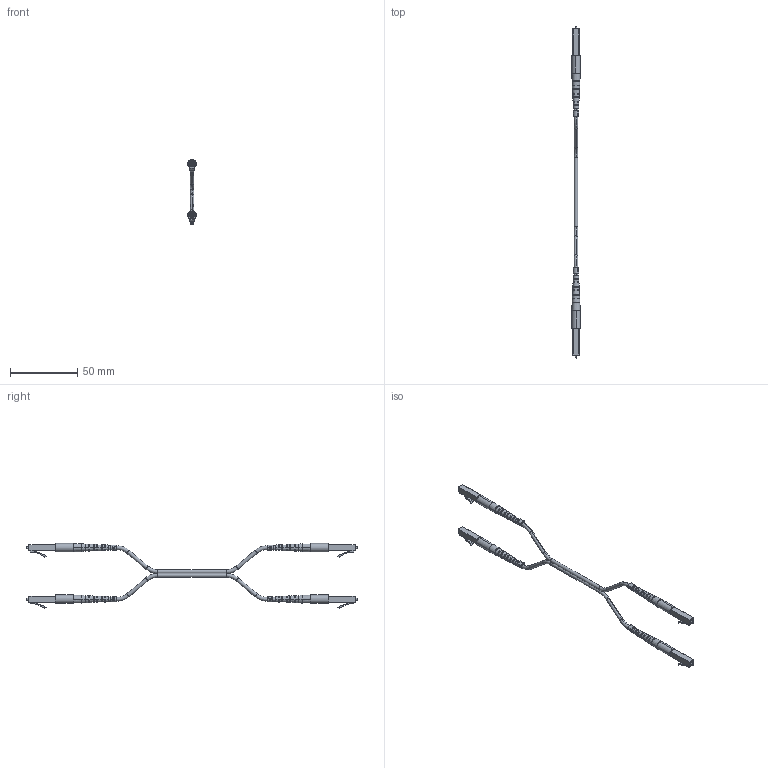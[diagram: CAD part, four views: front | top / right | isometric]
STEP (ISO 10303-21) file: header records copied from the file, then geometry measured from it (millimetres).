
FILE_DESCRIPTION (( 'STEP AP203' ), '1' );
FILE_NAME ('FODLC50.STEP', '2006-06-23T19:35:23', ( 'lcom' ), ( 'lcom' ), 'SwSTEP 2.0', 'SolidWorks 2006004', '' );
FILE_SCHEMA (( 'CONFIG_CONTROL_DESIGN' ));
Length unit declared in the file: inch
Products named in the file (7): LBL-C3P-B; FODLC50; 1AL06-002; CONN-LC3-220-3-MA2; LBL-C3P-A; CONN-LC3-220-3-MA1_WITHOU BACK CLIP; CONN-LC3-220-3
Assembly tree (11 placements, depth 3):
  FODLC50
    LBL-C3P-A  x2
    CONN-LC3-220-3  x4
      CONN-LC3-220-3-MA2
      CONN-LC3-220-3-MA1_WITHOU BACK CLIP
    1AL06-002
    LBL-C3P-B  x2
Bounding box: 6.35 x 246.8 x 48.42 mm (x, y, z)
Volume: 5021.4 mm3; surface area: 11066.4 mm2
Topology: 13 solids, 13 shells, 731 faces, 2009 edges, 1270 vertices
Faces by surface type: plane 464, cylinder 137, cone 72, torus 24, bspline 18, sphere 16
Entity records: 9344 total; most frequent: CARTESIAN_POINT 2483, ORIENTED_EDGE 1262, DIRECTION 1260, EDGE_CURVE 631, AXIS2_PLACEMENT_3D 470, VERTEX_POINT 398, LINE 320, VECTOR 320
